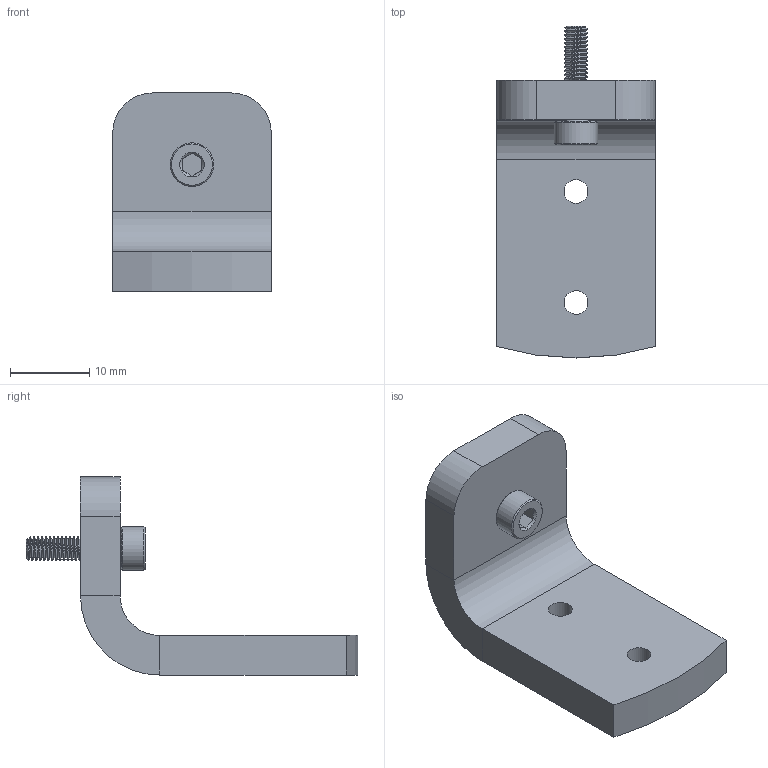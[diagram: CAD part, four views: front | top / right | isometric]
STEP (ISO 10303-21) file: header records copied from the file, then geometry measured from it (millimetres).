
FILE_DESCRIPTION(/* description */ (''),/* implementation_level */ '2;1');
FILE_NAME(/* name */ 'Base_VerticalHolder.step',/* time_stamp */ '2024-11-04T16:56:06+01:00',/* author */ (''),/* organization */ (''),/* preprocessor_version */ 'ST-DEVELOPER v20',/* originating_system */ 'Autodesk Translation Framework v13.20.0.188',/* authorisation */ '');
FILE_SCHEMA (('AUTOMOTIVE_DESIGN { 1 0 10303 214 3 1 1 }'));
Length unit declared in the file: millimetre
Products named in the file (1): Base_VerticalHolder
Bounding box: 20 x 41.86 x 25 mm (x, y, z)
Volume: 5226.1 mm3; surface area: 3382 mm2
Topology: 3 solids, 3 shells, 157 faces, 421 edges, 274 vertices
Faces by surface type: cylinder 108, plane 31, cone 12, bspline 4, torus 2
Full cylindrical faces by diameter (mm): 2.35 x46, 3 x47, 5.5 x2
Entity records: 11286 total; most frequent: CARTESIAN_POINT 7833, ORIENTED_EDGE 842, DIRECTION 561, EDGE_CURVE 421, VERTEX_POINT 274, AXIS2_PLACEMENT_3D 202, EDGE_LOOP 167, FACE_OUTER_BOUND 157
